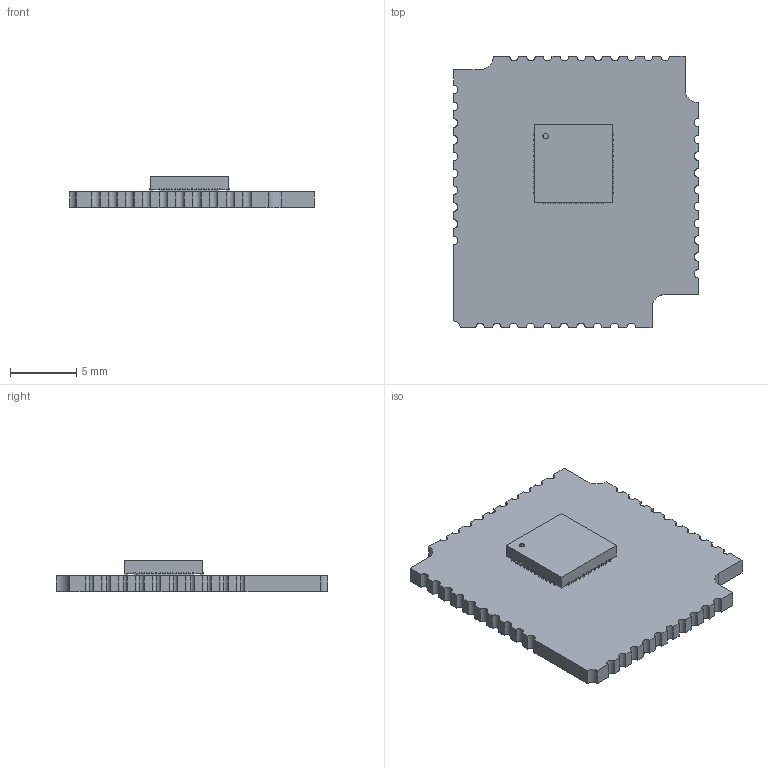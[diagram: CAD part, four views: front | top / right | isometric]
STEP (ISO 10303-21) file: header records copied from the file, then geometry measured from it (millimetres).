
FILE_DESCRIPTION(('KiCad electronic assembly'),'2;1');
FILE_NAME('pac5527_SoM.step','2022-06-10T12:52:46',('Pcbnew'),('Kicad'), 'Open CASCADE STEP processor 7.6','KiCad to STEP converter','Unknown' );
FILE_SCHEMA(('AUTOMOTIVE_DESIGN { 1 0 10303 214 1 1 1 1 }'));
Length unit declared in the file: millimetre
Products named in the file (4): pac5527_SoM 1; QFN-48-1EP_6x6mm_P0.4mm_EP4.3x4.3mm; SOLID; pac5527_SoM PCB
Assembly tree (3 placements, depth 3):
  pac5527_SoM 1
    QFN-48-1EP_6x6mm_P0.4mm_EP4.3x4.3mm
      SOLID
    pac5527_SoM PCB
Bounding box: 18.5 x 20.5 x 2.35 mm (x, y, z)
Volume: 466.2 mm3; surface area: 925.2 mm2
Topology: 2 solids, 2 shells, 406 faces, 1200 edges, 800 vertices
Faces by surface type: bspline 302, cylinder 54, plane 50
Entity records: 28730 total; most frequent: CARTESIAN_POINT 9208, B_SPLINE_CURVE_WITH_KNOTS 2798, ORIENTED_EDGE 2400, PCURVE 2400, DEFINITIONAL_REPRESENTATION 2400, EDGE_CURVE 1200, SURFACE_CURVE 1199, DIRECTION 1014
